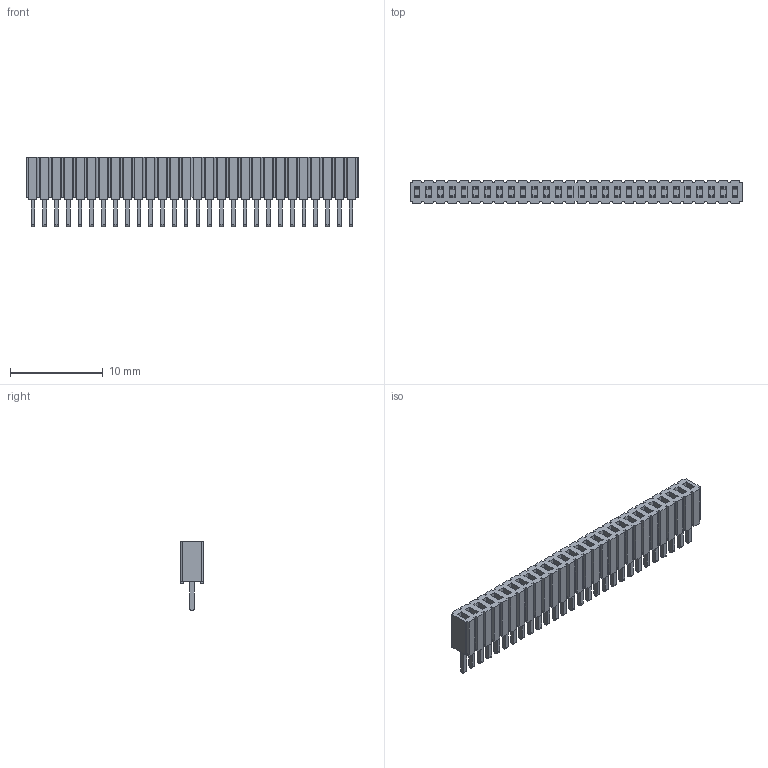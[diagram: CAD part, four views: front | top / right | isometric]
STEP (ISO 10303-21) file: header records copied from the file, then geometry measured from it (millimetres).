
FILE_DESCRIPTION(('FreeCAD Model'),'2;1');
FILE_NAME('Open CASCADE Shape Model','2025-01-08T13:23:09',(''),(''), 'Open CASCADE STEP processor 7.8','FreeCAD','Unknown');
FILE_SCHEMA(('AUTOMOTIVE_DESIGN { 1 0 10303 214 1 1 1 1 }'));
Length unit declared in the file: millimetre
Products named in the file (2): SLM-128-01-S_socket; C-29-01-28-S
Bounding box: 35.79 x 2.54 x 7.49 mm (x, y, z)
Volume: 341.6 mm3; surface area: 1553.9 mm2
Topology: 2 solids, 2 shells, 1024 faces, 2780 edges, 1816 vertices
Faces by surface type: plane 996, cylinder 28
Entity records: 31504 total; most frequent: CARTESIAN_POINT 5621, ORIENTED_EDGE 5560, DIRECTION 4886, EDGE_CURVE 2780, LINE 2724, VECTOR 2724, VERTEX_POINT 1816, AXIS2_PLACEMENT_3D 1081
